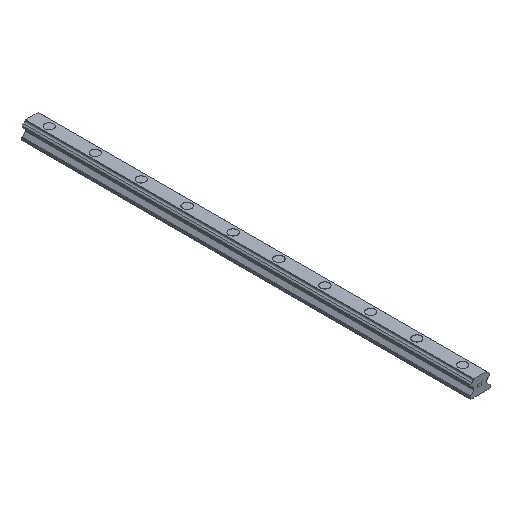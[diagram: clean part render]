
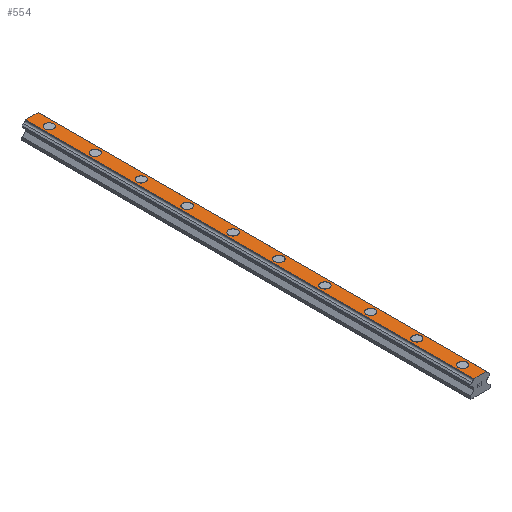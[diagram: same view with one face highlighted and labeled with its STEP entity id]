
A CAD part, isometric view. The second image highlights one B-rep face of the part: STEP entity #554.
In plain terms, the highlighted planar face has unit normal (0, 0, 1).
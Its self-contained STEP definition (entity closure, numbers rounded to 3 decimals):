
#554=ADVANCED_FACE('',(#1141,#1142,#1143,#1144,#1145,#1146,#1147,#1148,#1149,#1150,#1151),#1152,.T.);
#1141=FACE_BOUND('',#1744,.T.);
#1142=FACE_BOUND('',#1745,.T.);
#1143=FACE_BOUND('',#1746,.T.);
#1144=FACE_BOUND('',#1747,.T.);
#1145=FACE_BOUND('',#1748,.T.);
#1146=FACE_BOUND('',#1749,.T.);
#1147=FACE_BOUND('',#1750,.T.);
#1148=FACE_BOUND('',#1751,.T.);
#1149=FACE_BOUND('',#1752,.T.);
#1150=FACE_BOUND('',#1753,.T.);
#1151=FACE_OUTER_BOUND('',#1754,.T.);
#1152=PLANE('',#1755);
#1744=EDGE_LOOP('',(#3310,#3311));
#1745=EDGE_LOOP('',(#3312,#3313));
#1746=EDGE_LOOP('',(#3314,#3315));
#1747=EDGE_LOOP('',(#3316,#3317));
#1748=EDGE_LOOP('',(#3318,#3319));
#1749=EDGE_LOOP('',(#3320,#3321));
#1750=EDGE_LOOP('',(#3322,#3323));
#1751=EDGE_LOOP('',(#3324,#3325));
#1752=EDGE_LOOP('',(#3326,#3327));
#1753=EDGE_LOOP('',(#3328,#3329));
#1754=EDGE_LOOP('',(#3330,#3331,#3332,#3333));
#1755=AXIS2_PLACEMENT_3D('',#3334,#3335,#3336);
#3310=ORIENTED_EDGE('',*,*,#3555,.T.);
#3311=ORIENTED_EDGE('',*,*,#3975,.T.);
#3312=ORIENTED_EDGE('',*,*,#3545,.T.);
#3313=ORIENTED_EDGE('',*,*,#3981,.T.);
#3314=ORIENTED_EDGE('',*,*,#3535,.T.);
#3315=ORIENTED_EDGE('',*,*,#3987,.T.);
#3316=ORIENTED_EDGE('',*,*,#3525,.T.);
#3317=ORIENTED_EDGE('',*,*,#3993,.T.);
#3318=ORIENTED_EDGE('',*,*,#3515,.T.);
#3319=ORIENTED_EDGE('',*,*,#3999,.T.);
#3320=ORIENTED_EDGE('',*,*,#3505,.T.);
#3321=ORIENTED_EDGE('',*,*,#4005,.T.);
#3322=ORIENTED_EDGE('',*,*,#3495,.T.);
#3323=ORIENTED_EDGE('',*,*,#4011,.T.);
#3324=ORIENTED_EDGE('',*,*,#3485,.T.);
#3325=ORIENTED_EDGE('',*,*,#4017,.T.);
#3326=ORIENTED_EDGE('',*,*,#3475,.T.);
#3327=ORIENTED_EDGE('',*,*,#4023,.T.);
#3328=ORIENTED_EDGE('',*,*,#3465,.T.);
#3329=ORIENTED_EDGE('',*,*,#4029,.T.);
#3330=ORIENTED_EDGE('',*,*,#3958,.T.);
#3331=ORIENTED_EDGE('',*,*,#4068,.F.);
#3332=ORIENTED_EDGE('',*,*,#3839,.T.);
#3333=ORIENTED_EDGE('',*,*,#4066,.T.);
#3334=CARTESIAN_POINT('',(7.2,1025.0,38.));
#3335=DIRECTION('',(0.0,0.0,1.0));
#3336=DIRECTION('',(-1.0,0.0,0.0));
#3465=EDGE_CURVE('',#4112,#4109,#4113,.T.);
#3475=EDGE_CURVE('',#4130,#4127,#4131,.T.);
#3485=EDGE_CURVE('',#4148,#4145,#4149,.T.);
#3495=EDGE_CURVE('',#4166,#4163,#4167,.T.);
#3505=EDGE_CURVE('',#4184,#4181,#4185,.T.);
#3515=EDGE_CURVE('',#4202,#4199,#4203,.T.);
#3525=EDGE_CURVE('',#4220,#4217,#4221,.T.);
#3535=EDGE_CURVE('',#4238,#4235,#4239,.T.);
#3545=EDGE_CURVE('',#4256,#4253,#4257,.T.);
#3555=EDGE_CURVE('',#4274,#4271,#4275,.T.);
#3839=EDGE_CURVE('',#4693,#4691,#4694,.T.);
#3958=EDGE_CURVE('',#4886,#4884,#4887,.T.);
#3975=EDGE_CURVE('',#4271,#4274,#4918,.T.);
#3981=EDGE_CURVE('',#4253,#4256,#4924,.T.);
#3987=EDGE_CURVE('',#4235,#4238,#4930,.T.);
#3993=EDGE_CURVE('',#4217,#4220,#4936,.T.);
#3999=EDGE_CURVE('',#4199,#4202,#4942,.T.);
#4005=EDGE_CURVE('',#4181,#4184,#4948,.T.);
#4011=EDGE_CURVE('',#4163,#4166,#4954,.T.);
#4017=EDGE_CURVE('',#4145,#4148,#4960,.T.);
#4023=EDGE_CURVE('',#4127,#4130,#4966,.T.);
#4029=EDGE_CURVE('',#4109,#4112,#4972,.T.);
#4066=EDGE_CURVE('',#4691,#4886,#5009,.T.);
#4068=EDGE_CURVE('',#4693,#4884,#5011,.T.);
#4109=VERTEX_POINT('',#5054);
#4112=VERTEX_POINT('',#5058);
#4113=CIRCLE('',#5059,10.0);
#4127=VERTEX_POINT('',#5076);
#4130=VERTEX_POINT('',#5080);
#4131=CIRCLE('',#5081,10.0);
#4145=VERTEX_POINT('',#5098);
#4148=VERTEX_POINT('',#5102);
#4149=CIRCLE('',#5103,10.0);
#4163=VERTEX_POINT('',#5120);
#4166=VERTEX_POINT('',#5124);
#4167=CIRCLE('',#5125,10.0);
#4181=VERTEX_POINT('',#5142);
#4184=VERTEX_POINT('',#5146);
#4185=CIRCLE('',#5147,10.0);
#4199=VERTEX_POINT('',#5164);
#4202=VERTEX_POINT('',#5168);
#4203=CIRCLE('',#5169,10.0);
#4217=VERTEX_POINT('',#5186);
#4220=VERTEX_POINT('',#5190);
#4221=CIRCLE('',#5191,10.0);
#4235=VERTEX_POINT('',#5208);
#4238=VERTEX_POINT('',#5212);
#4239=CIRCLE('',#5213,10.0);
#4253=VERTEX_POINT('',#5230);
#4256=VERTEX_POINT('',#5234);
#4257=CIRCLE('',#5235,10.0);
#4271=VERTEX_POINT('',#5252);
#4274=VERTEX_POINT('',#5256);
#4275=CIRCLE('',#5257,10.0);
#4691=VERTEX_POINT('',#5821);
#4693=VERTEX_POINT('',#5824);
#4694=LINE('',#5825,#5826);
#4884=VERTEX_POINT('',#6105);
#4886=VERTEX_POINT('',#6108);
#4887=LINE('',#6109,#6110);
#4918=CIRCLE('',#6154,10.0);
#4924=CIRCLE('',#6160,10.0);
#4930=CIRCLE('',#6166,10.0);
#4936=CIRCLE('',#6172,10.0);
#4942=CIRCLE('',#6178,10.0);
#4948=CIRCLE('',#6184,10.0);
#4954=CIRCLE('',#6190,10.0);
#4960=CIRCLE('',#6196,10.0);
#4966=CIRCLE('',#6202,10.0);
#4972=CIRCLE('',#6208,10.0);
#5009=LINE('',#6261,#6262);
#5011=LINE('',#6264,#6265);
#5054=CARTESIAN_POINT('',(10.0,40.0,38.));
#5058=CARTESIAN_POINT('',(-10.0,40.0,38.));
#5059=AXIS2_PLACEMENT_3D('',#6319,#6320,#6321);
#5076=CARTESIAN_POINT('',(10.0,145.0,38.));
#5080=CARTESIAN_POINT('',(-10.0,145.0,38.));
#5081=AXIS2_PLACEMENT_3D('',#6335,#6336,#6337);
#5098=CARTESIAN_POINT('',(10.0,250.0,38.));
#5102=CARTESIAN_POINT('',(-10.0,250.0,38.));
#5103=AXIS2_PLACEMENT_3D('',#6351,#6352,#6353);
#5120=CARTESIAN_POINT('',(10.0,355.0,38.));
#5124=CARTESIAN_POINT('',(-10.0,355.0,38.));
#5125=AXIS2_PLACEMENT_3D('',#6367,#6368,#6369);
#5142=CARTESIAN_POINT('',(10.0,460.0,38.));
#5146=CARTESIAN_POINT('',(-10.0,460.0,38.));
#5147=AXIS2_PLACEMENT_3D('',#6383,#6384,#6385);
#5164=CARTESIAN_POINT('',(10.0,565.0,38.));
#5168=CARTESIAN_POINT('',(-10.0,565.0,38.));
#5169=AXIS2_PLACEMENT_3D('',#6399,#6400,#6401);
#5186=CARTESIAN_POINT('',(10.0,670.0,38.));
#5190=CARTESIAN_POINT('',(-10.0,670.0,38.));
#5191=AXIS2_PLACEMENT_3D('',#6415,#6416,#6417);
#5208=CARTESIAN_POINT('',(10.0,775.0,38.));
#5212=CARTESIAN_POINT('',(-10.0,775.0,38.));
#5213=AXIS2_PLACEMENT_3D('',#6431,#6432,#6433);
#5230=CARTESIAN_POINT('',(10.0,880.0,38.));
#5234=CARTESIAN_POINT('',(-10.0,880.0,38.));
#5235=AXIS2_PLACEMENT_3D('',#6447,#6448,#6449);
#5252=CARTESIAN_POINT('',(10.0,985.0,38.));
#5256=CARTESIAN_POINT('',(-10.0,985.0,38.));
#5257=AXIS2_PLACEMENT_3D('',#6463,#6464,#6465);
#5821=CARTESIAN_POINT('',(-14.4,1025.0,38.));
#5824=CARTESIAN_POINT('',(14.4,1025.0,38.));
#5825=CARTESIAN_POINT('',(14.4,1025.0,38.));
#5826=VECTOR('',#6774,1.0);
#6105=CARTESIAN_POINT('',(14.4,0.0,38.));
#6108=CARTESIAN_POINT('',(-14.4,0.0,38.));
#6109=CARTESIAN_POINT('',(0.0,0.0,38.));
#6110=VECTOR('',#6877,1.0);
#6154=AXIS2_PLACEMENT_3D('',#6897,#6898,#6899);
#6160=AXIS2_PLACEMENT_3D('',#6906,#6907,#6908);
#6166=AXIS2_PLACEMENT_3D('',#6915,#6916,#6917);
#6172=AXIS2_PLACEMENT_3D('',#6924,#6925,#6926);
#6178=AXIS2_PLACEMENT_3D('',#6933,#6934,#6935);
#6184=AXIS2_PLACEMENT_3D('',#6942,#6943,#6944);
#6190=AXIS2_PLACEMENT_3D('',#6951,#6952,#6953);
#6196=AXIS2_PLACEMENT_3D('',#6960,#6961,#6962);
#6202=AXIS2_PLACEMENT_3D('',#6969,#6970,#6971);
#6208=AXIS2_PLACEMENT_3D('',#6978,#6979,#6980);
#6261=CARTESIAN_POINT('',(-14.4,1025.0,38.));
#6262=VECTOR('',#7003,1.0);
#6264=CARTESIAN_POINT('',(14.4,1025.0,38.));
#6265=VECTOR('',#7004,1.0);
#6319=CARTESIAN_POINT('',(0.0,40.0,38.));
#6320=DIRECTION('',(0.0,0.0,-1.0));
#6321=DIRECTION('',(1.0,0.0,0.0));
#6335=CARTESIAN_POINT('',(0.0,145.0,38.));
#6336=DIRECTION('',(0.0,0.0,-1.0));
#6337=DIRECTION('',(1.0,0.0,0.0));
#6351=CARTESIAN_POINT('',(0.0,250.0,38.));
#6352=DIRECTION('',(0.0,0.0,-1.0));
#6353=DIRECTION('',(1.0,0.0,0.0));
#6367=CARTESIAN_POINT('',(0.0,355.0,38.));
#6368=DIRECTION('',(0.0,0.0,-1.0));
#6369=DIRECTION('',(1.0,0.0,0.0));
#6383=CARTESIAN_POINT('',(0.0,460.0,38.));
#6384=DIRECTION('',(0.0,0.0,-1.0));
#6385=DIRECTION('',(1.0,0.0,0.0));
#6399=CARTESIAN_POINT('',(0.0,565.0,38.));
#6400=DIRECTION('',(0.0,0.0,-1.0));
#6401=DIRECTION('',(1.0,0.0,0.0));
#6415=CARTESIAN_POINT('',(0.0,670.0,38.));
#6416=DIRECTION('',(0.0,0.0,-1.0));
#6417=DIRECTION('',(1.0,0.0,0.0));
#6431=CARTESIAN_POINT('',(0.0,775.0,38.));
#6432=DIRECTION('',(0.0,0.0,-1.0));
#6433=DIRECTION('',(1.0,0.0,0.0));
#6447=CARTESIAN_POINT('',(0.0,880.0,38.));
#6448=DIRECTION('',(0.0,0.0,-1.0));
#6449=DIRECTION('',(1.0,0.0,0.0));
#6463=CARTESIAN_POINT('',(0.0,985.0,38.));
#6464=DIRECTION('',(0.0,0.0,-1.0));
#6465=DIRECTION('',(1.0,0.0,0.0));
#6774=DIRECTION('',(-1.0,0.0,0.0));
#6877=DIRECTION('',(1.0,0.0,0.0));
#6897=CARTESIAN_POINT('',(0.0,985.0,38.));
#6898=DIRECTION('',(0.0,0.0,-1.0));
#6899=DIRECTION('',(1.0,0.0,0.0));
#6906=CARTESIAN_POINT('',(0.0,880.0,38.));
#6907=DIRECTION('',(0.0,0.0,-1.0));
#6908=DIRECTION('',(1.0,0.0,0.0));
#6915=CARTESIAN_POINT('',(0.0,775.0,38.));
#6916=DIRECTION('',(0.0,0.0,-1.0));
#6917=DIRECTION('',(1.0,0.0,0.0));
#6924=CARTESIAN_POINT('',(0.0,670.0,38.));
#6925=DIRECTION('',(0.0,0.0,-1.0));
#6926=DIRECTION('',(1.0,0.0,0.0));
#6933=CARTESIAN_POINT('',(0.0,565.0,38.));
#6934=DIRECTION('',(0.0,0.0,-1.0));
#6935=DIRECTION('',(1.0,0.0,0.0));
#6942=CARTESIAN_POINT('',(0.0,460.0,38.));
#6943=DIRECTION('',(0.0,0.0,-1.0));
#6944=DIRECTION('',(1.0,0.0,0.0));
#6951=CARTESIAN_POINT('',(0.0,355.0,38.));
#6952=DIRECTION('',(0.0,0.0,-1.0));
#6953=DIRECTION('',(1.0,0.0,0.0));
#6960=CARTESIAN_POINT('',(0.0,250.0,38.));
#6961=DIRECTION('',(0.0,0.0,-1.0));
#6962=DIRECTION('',(1.0,0.0,0.0));
#6969=CARTESIAN_POINT('',(0.0,145.0,38.));
#6970=DIRECTION('',(0.0,0.0,-1.0));
#6971=DIRECTION('',(1.0,0.0,0.0));
#6978=CARTESIAN_POINT('',(0.0,40.0,38.));
#6979=DIRECTION('',(0.0,0.0,-1.0));
#6980=DIRECTION('',(1.0,0.0,0.0));
#7003=DIRECTION('',(0.0,-1.0,0.0));
#7004=DIRECTION('',(0.0,-1.0,0.0));
